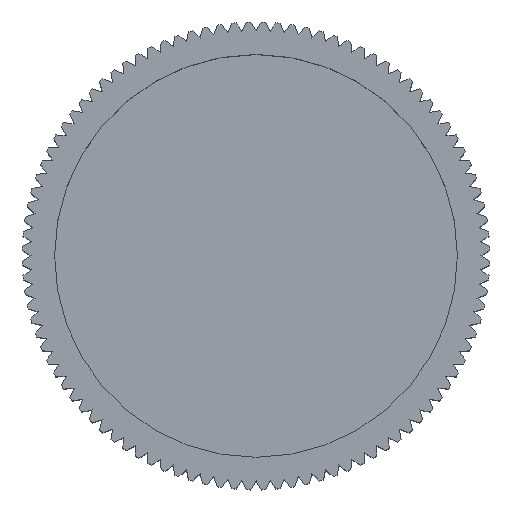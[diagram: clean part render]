
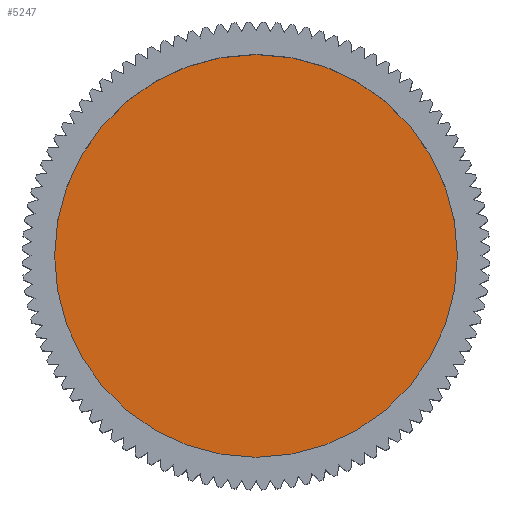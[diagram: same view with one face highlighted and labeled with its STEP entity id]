
A CAD part, top view. The second image highlights one B-rep face of the part: STEP entity #5247.
In plain terms, the highlighted planar face has unit normal (0, 0, 1).
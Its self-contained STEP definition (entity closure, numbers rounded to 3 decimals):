
#2109=VERTEX_POINT('',#5916);
#2163=VERTEX_POINT('',#5975);
#4515=EDGE_CURVE('',#2163,#2109,#8526,.T.);
#4931=EDGE_CURVE('',#2109,#2163,#8980,.T.);
#5247=ADVANCED_FACE('',(#9319),#9320,.F.);
#5916=CARTESIAN_POINT('',(15.5,0.0,14.0));
#5975=CARTESIAN_POINT('',(-15.5,0.,14.0));
#8526=CIRCLE('',#14909,15.5);
#8980=CIRCLE('',#15748,15.5);
#9319=FACE_OUTER_BOUND('',#16334,.T.);
#9320=PLANE('',#16335);
#14909=AXIS2_PLACEMENT_3D('',#19886,#19887,#19888);
#15748=AXIS2_PLACEMENT_3D('',#20761,#20762,#20763);
#16334=EDGE_LOOP('',(#21035,#21036));
#16335=AXIS2_PLACEMENT_3D('',#21037,#21038,#21039);
#19886=CARTESIAN_POINT('',(0.0,0.0,14.0));
#19887=DIRECTION('',(0.0,0.0,-1.0));
#19888=DIRECTION('',(1.0,0.0,0.0));
#20761=CARTESIAN_POINT('',(0.0,0.0,14.0));
#20762=DIRECTION('',(0.0,0.0,-1.0));
#20763=DIRECTION('',(1.0,0.0,0.0));
#21035=ORIENTED_EDGE('',*,*,#4931,.F.);
#21036=ORIENTED_EDGE('',*,*,#4515,.F.);
#21037=CARTESIAN_POINT('',(0.0,0.0,14.0));
#21038=DIRECTION('',(0.0,0.0,-1.0));
#21039=DIRECTION('',(-1.0,0.0,0.0));
